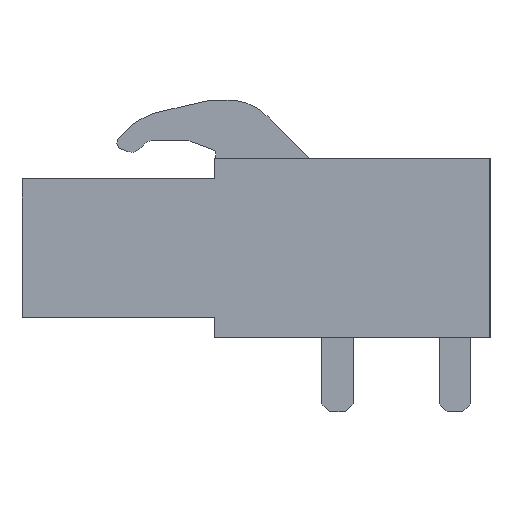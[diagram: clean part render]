
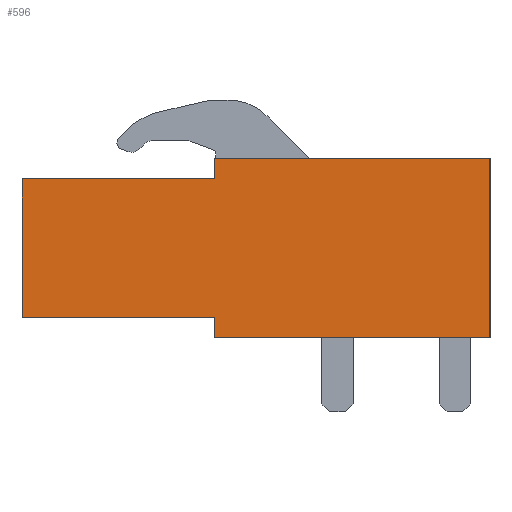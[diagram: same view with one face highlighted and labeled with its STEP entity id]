
A CAD part, left-side view. The second image highlights one B-rep face of the part: STEP entity #596.
In plain terms, the highlighted planar face has unit normal (-1, 0, 0).
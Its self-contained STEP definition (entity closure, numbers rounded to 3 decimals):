
#546=AXIS2_PLACEMENT_3D('Plane Axis2P3D',#543,#544,#545) ;
#40=CARTESIAN_POINT('Vertex',(0.,0.,3.2)) ;
#56=CARTESIAN_POINT('Vertex',(0.,0.,10.95)) ;
#59=CARTESIAN_POINT('Line Origine',(0.,0.,7.075)) ;
#89=CARTESIAN_POINT('Vertex',(0.,20.25,4.075)) ;
#92=CARTESIAN_POINT('Line Origine',(0.,20.25,7.075)) ;
#96=CARTESIAN_POINT('Vertex',(0.,20.25,10.075)) ;
#543=CARTESIAN_POINT('Axis2P3D Location',(0.,0.,3.2)) ;
#548=CARTESIAN_POINT('Line Origine',(0.,16.075,4.075)) ;
#552=CARTESIAN_POINT('Vertex',(0.,11.9,4.075)) ;
#555=CARTESIAN_POINT('Line Origine',(0.,11.9,3.638)) ;
#559=CARTESIAN_POINT('Vertex',(0.,11.9,3.2)) ;
#562=CARTESIAN_POINT('Line Origine',(0.,5.95,3.2)) ;
#567=CARTESIAN_POINT('Line Origine',(0.,5.95,10.95)) ;
#571=CARTESIAN_POINT('Vertex',(0.,11.9,10.95)) ;
#574=CARTESIAN_POINT('Line Origine',(0.,11.9,10.513)) ;
#578=CARTESIAN_POINT('Vertex',(0.,11.9,10.075)) ;
#581=CARTESIAN_POINT('Line Origine',(0.,16.075,10.075)) ;
#60=DIRECTION('Vector Direction',(0.,0.,1.)) ;
#93=DIRECTION('Vector Direction',(0.,0.,1.)) ;
#544=DIRECTION('Axis2P3D Direction',(-1.,0.,0.)) ;
#545=DIRECTION('Axis2P3D XDirection',(0.,0.,1.)) ;
#549=DIRECTION('Vector Direction',(0.,1.,0.)) ;
#556=DIRECTION('Vector Direction',(0.,0.,1.)) ;
#563=DIRECTION('Vector Direction',(0.,1.,0.)) ;
#568=DIRECTION('Vector Direction',(0.,1.,0.)) ;
#575=DIRECTION('Vector Direction',(0.,0.,-1.)) ;
#582=DIRECTION('Vector Direction',(0.,1.,0.)) ;
#61=VECTOR('Line Direction',#60,1.) ;
#94=VECTOR('Line Direction',#93,1.) ;
#550=VECTOR('Line Direction',#549,1.) ;
#557=VECTOR('Line Direction',#556,1.) ;
#564=VECTOR('Line Direction',#563,1.) ;
#569=VECTOR('Line Direction',#568,1.) ;
#576=VECTOR('Line Direction',#575,1.) ;
#583=VECTOR('Line Direction',#582,1.) ;
#587=ORIENTED_EDGE('',*,*,#554,.F.) ;
#588=ORIENTED_EDGE('',*,*,#561,.F.) ;
#589=ORIENTED_EDGE('',*,*,#566,.F.) ;
#590=ORIENTED_EDGE('',*,*,#63,.F.) ;
#591=ORIENTED_EDGE('',*,*,#573,.T.) ;
#592=ORIENTED_EDGE('',*,*,#580,.F.) ;
#593=ORIENTED_EDGE('',*,*,#585,.F.) ;
#594=ORIENTED_EDGE('',*,*,#98,.T.) ;
#596=ADVANCED_FACE('BLL 5.08/24/90 3.2 SN OR 1648530000',(#595),#547,.T.) ;
#63=EDGE_CURVE('',#57,#41,#62,.F.) ;
#98=EDGE_CURVE('',#97,#90,#95,.F.) ;
#554=EDGE_CURVE('',#553,#90,#551,.T.) ;
#561=EDGE_CURVE('',#560,#553,#558,.T.) ;
#566=EDGE_CURVE('',#41,#560,#565,.T.) ;
#573=EDGE_CURVE('',#57,#572,#570,.T.) ;
#580=EDGE_CURVE('',#579,#572,#577,.F.) ;
#585=EDGE_CURVE('',#97,#579,#584,.F.) ;
#586=EDGE_LOOP('',(#587,#588,#589,#590,#591,#592,#593,#594)) ;
#595=FACE_OUTER_BOUND('',#586,.T.) ;
#62=LINE('Line',#59,#61) ;
#95=LINE('Line',#92,#94) ;
#551=LINE('Line',#548,#550) ;
#558=LINE('Line',#555,#557) ;
#565=LINE('Line',#562,#564) ;
#570=LINE('Line',#567,#569) ;
#577=LINE('Line',#574,#576) ;
#584=LINE('Line',#581,#583) ;
#547=PLANE('',#546) ;
#41=VERTEX_POINT('',#40) ;
#57=VERTEX_POINT('',#56) ;
#90=VERTEX_POINT('',#89) ;
#97=VERTEX_POINT('',#96) ;
#553=VERTEX_POINT('',#552) ;
#560=VERTEX_POINT('',#559) ;
#572=VERTEX_POINT('',#571) ;
#579=VERTEX_POINT('',#578) ;
